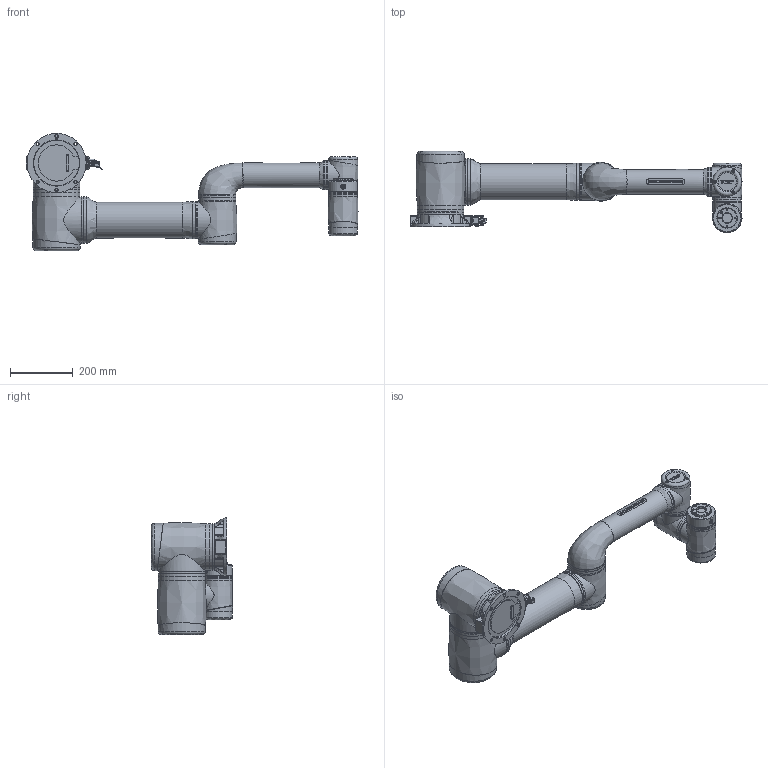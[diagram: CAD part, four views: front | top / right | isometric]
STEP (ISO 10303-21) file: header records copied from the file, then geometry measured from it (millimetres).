
FILE_DESCRIPTION (( 'STEP AP214' ), '1' );
FILE_NAME ('Zu 18.STEP', '2023-10-15T13:14:55', ( '' ), ( '' ), 'SwSTEP 2.0', 'SolidWorks 2016', '' );
FILE_SCHEMA (( 'AUTOMOTIVE_DESIGN' ));
Length unit declared in the file: millimetre
Products named in the file (15): Zu 18 05; Zu 18 01; Zu 18 00; Zu 18 04; Zu 18 06; Zu 18 03; Zu 18 02; Zu 18
Assembly tree (7 placements, depth 2):
  Zu 18 06
  Zu 18 00
  Zu 18 03
  Zu 18 04
  Zu 18 05
Bounding box: 1054.18 x 257.9 x 372.05 mm (x, y, z)
Volume: 19749511.9 mm3; surface area: 1052291.4 mm2
Topology: 14 solids, 24 shells, 2044 faces, 5223 edges, 3375 vertices
Faces by surface type: plane 1184, cylinder 411, bspline 341, torus 74, cone 34
Full cylindrical faces by diameter (mm): 0.8 x8, 0.9 x9, 2 x5, 2.5 x2, 3 x8, 3.2 x3, 3.4 x2, 4.3 x5, 4.8 x2, 5 x4, 5.2 x1, 5.5 x3, 5.8 x1, 6 x1, 6.2 x15, 8 x2, 8.7 x1, 9 x6, 9.58 x1, 11 x7, 12 x2, 12.7 x2, 14 x3, 15 x1, 18 x2, 19 x2, 20 x1, 20.6 x1, 31.5 x1, 43.2 x1
Entity records: 97199 total; most frequent: CARTESIAN_POINT 46473, ORIENTED_EDGE 9630, DIRECTION 8029, EDGE_CURVE 4815, VERTEX_POINT 3250, LINE 3143, VECTOR 3143, EDGE_LOOP 2547
